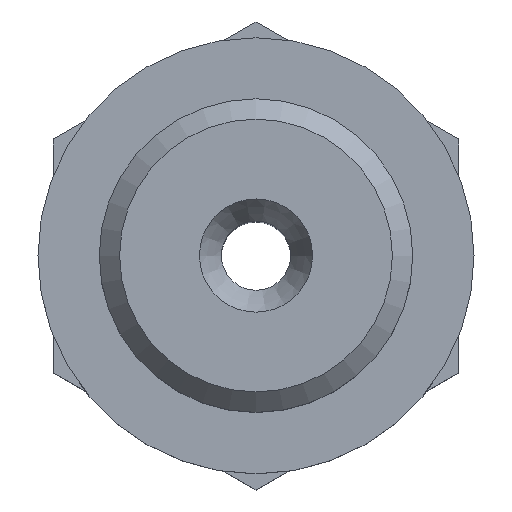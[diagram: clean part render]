
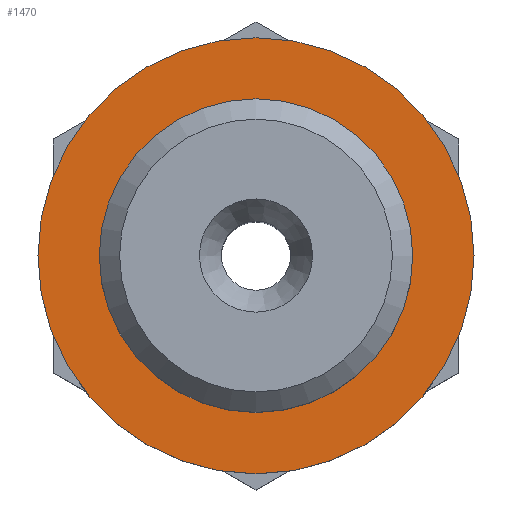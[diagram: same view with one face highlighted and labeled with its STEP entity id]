
A CAD part, top view. The second image highlights one B-rep face of the part: STEP entity #1470.
In plain terms, the highlighted planar face has unit normal (0, 0, 1).
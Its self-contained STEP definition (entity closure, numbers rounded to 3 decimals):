
#95=PLANE('',#1615);
#197=CIRCLE('',#1614,6.579);
#198=CIRCLE('',#1616,9.15);
#447=ORIENTED_EDGE('',*,*,#609,.F.);
#448=ORIENTED_EDGE('',*,*,#608,.T.);
#608=EDGE_CURVE('',#709,#709,#197,.T.);
#609=EDGE_CURVE('',#710,#710,#198,.T.);
#709=VERTEX_POINT('',#2374);
#710=VERTEX_POINT('',#2377);
#812=EDGE_LOOP('',(#447));
#813=EDGE_LOOP('',(#448));
#904=FACE_BOUND('',#812,.T.);
#905=FACE_BOUND('',#813,.T.);
#1470=ADVANCED_FACE('',(#904,#905),#95,.F.);
#1614=AXIS2_PLACEMENT_3D('',#2373,#1923,#1924);
#1615=AXIS2_PLACEMENT_3D('',#2375,#1925,#1926);
#1616=AXIS2_PLACEMENT_3D('',#2376,#1927,#1928);
#1923=DIRECTION('',(0.,0.,-1.));
#1924=DIRECTION('',(-1.,0.,0.));
#1925=DIRECTION('',(0.,0.,-1.));
#1926=DIRECTION('',(-1.,0.,0.));
#1927=DIRECTION('',(0.,0.,-1.));
#1928=DIRECTION('',(-1.,0.,0.));
#2373=CARTESIAN_POINT('',(0.,0.,-5.8));
#2374=CARTESIAN_POINT('',(-6.579,0.,-5.8));
#2375=CARTESIAN_POINT('',(0.,6.579,-5.8));
#2376=CARTESIAN_POINT('',(0.,0.,-5.8));
#2377=CARTESIAN_POINT('',(-9.15,0.,-5.8));
